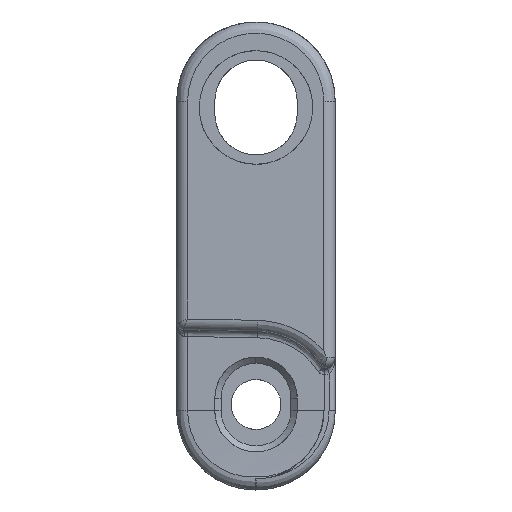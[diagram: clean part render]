
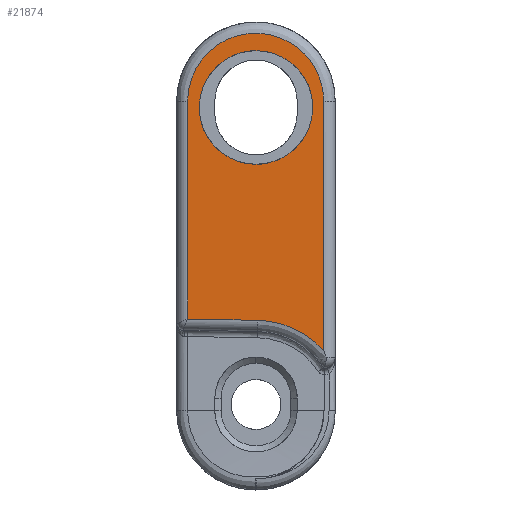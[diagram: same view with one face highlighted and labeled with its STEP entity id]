
A CAD part, left-side view. The second image highlights one B-rep face of the part: STEP entity #21874.
In plain terms, the highlighted planar face has unit normal (-0.999, 0.035, 0).
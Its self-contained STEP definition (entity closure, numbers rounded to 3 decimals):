
#756 = CARTESIAN_POINT ( 'NONE',  ( -57.15, -12.7, 21. ) ) ;
#2423 = CARTESIAN_POINT ( 'NONE',  ( -56.61, 2.75, 7.35 ) ) ;
#2798 = CARTESIAN_POINT ( 'NONE',  ( -57.069, -10.385, -6.04 ) ) ;
#3050 = ORIENTED_EDGE ( 'NONE', *, *, #39523, .F. ) ;
#3931 = ORIENTED_EDGE ( 'NONE', *, *, #29277, .T. ) ;
#4274 = PLANE ( 'NONE',  #34512 ) ;
#4414 = DIRECTION ( 'NONE',  ( 0., 0., -1. ) ) ;
#5300 =( BOUNDED_CURVE ( )  B_SPLINE_CURVE ( 3, ( #42899, #2423, #32796, #12752 ),
 .UNSPECIFIED., .F., .F. ) 
 B_SPLINE_CURVE_WITH_KNOTS ( ( 4, 4 ),
 ( 4.712, 7.854 ),
 .UNSPECIFIED. ) 
 CURVE ( )  GEOMETRIC_REPRESENTATION_ITEM ( )  RATIONAL_B_SPLINE_CURVE ( ( 1., 0.333, 0.333, 1. ) ) 
 REPRESENTATION_ITEM ( '' )  );
#5655 = CARTESIAN_POINT ( 'NONE',  ( -57.117, -11.769, -7.568 ) ) ;
#5898 = CARTESIAN_POINT ( 'NONE',  ( -57.117, -11.769, 12.4 ) ) ;
#6551 = VERTEX_POINT ( 'NONE', #35628 ) ;
#8227 = FACE_OUTER_BOUND ( 'NONE', #20998, .T. ) ;
#8396 = CARTESIAN_POINT ( 'NONE',  ( -56.928, -6.35, 16.45 ) ) ;
#8657 = LINE ( 'NONE', #28467, #29480 ) ;
#9159 = EDGE_CURVE ( 'NONE', #33013, #12089, #33207, .T. ) ;
#10136 = EDGE_LOOP ( 'NONE', ( #3931, #19912 ) ) ;
#10952 =( BOUNDED_CURVE ( )  B_SPLINE_CURVE ( 3, ( #22860, #12508, #32545, #11846 ),
 .UNSPECIFIED., .F., .F. ) 
 B_SPLINE_CURVE_WITH_KNOTS ( ( 4, 4 ),
 ( 0., 3.142 ),
 .UNSPECIFIED. ) 
 CURVE ( )  GEOMETRIC_REPRESENTATION_ITEM ( )  RATIONAL_B_SPLINE_CURVE ( ( 1., 0.333, 0.333, 1. ) ) 
 REPRESENTATION_ITEM ( '' )  );
#11088 = FACE_BOUND ( 'NONE', #10136, .T. ) ;
#11519 = DIRECTION ( 'NONE',  ( -0.035, -0.999, 0. ) ) ;
#11767 = VERTEX_POINT ( 'NONE', #5898 ) ;
#11846 = CARTESIAN_POINT ( 'NONE',  ( -57.117, -11.769, 12.4 ) ) ;
#12083 = VECTOR ( 'NONE', #4414, 1000. ) ;
#12089 = VERTEX_POINT ( 'NONE', #36426 ) ;
#12508 = CARTESIAN_POINT ( 'NONE',  ( -56.737, -0.869, 23.3 ) ) ;
#12752 = CARTESIAN_POINT ( 'NONE',  ( -56.928, -6.35, 16.45 ) ) ;
#13669 = LINE ( 'NONE', #33921, #12083 ) ;
#14824 = EDGE_CURVE ( 'NONE', #15455, #6551, #13669, .T. ) ;
#14843 = DIRECTION ( 'NONE',  ( 0., 0., -1. ) ) ;
#15373 = CARTESIAN_POINT ( 'NONE',  ( -57.134, -12.242, -5.252 ) ) ;
#15455 = VERTEX_POINT ( 'NONE', #37961 ) ;
#18940 = CARTESIAN_POINT ( 'NONE',  ( -57.117, -11.769, -7.568 ) ) ;
#19912 = ORIENTED_EDGE ( 'NONE', *, *, #35337, .T. ) ;
#20998 = EDGE_LOOP ( 'NONE', ( #30249, #42709, #25940, #3050, #33657 ) ) ;
#21874 = ADVANCED_FACE ( 'NONE', ( #8227, #11088 ), #4274, .T. ) ;
#22185 = LINE ( 'NONE', #15373, #35450 ) ;
#22860 = CARTESIAN_POINT ( 'NONE',  ( -56.737, -0.869, 12.4 ) ) ;
#23165 = CARTESIAN_POINT ( 'NONE',  ( -56.928, -6.35, 7.35 ) ) ;
#24262 = CARTESIAN_POINT ( 'NONE',  ( -56.928, -6.35, 7.35 ) ) ;
#25076 =( BOUNDED_CURVE ( )  B_SPLINE_CURVE ( 3, ( #40749, #31295, #27542, #24262 ),
 .UNSPECIFIED., .F., .F. ) 
 B_SPLINE_CURVE_WITH_KNOTS ( ( 4, 4 ),
 ( 1.571, 4.712 ),
 .UNSPECIFIED. ) 
 CURVE ( )  GEOMETRIC_REPRESENTATION_ITEM ( )  RATIONAL_B_SPLINE_CURVE ( ( 1., 0.333, 0.333, 1. ) ) 
 REPRESENTATION_ITEM ( '' )  );
#25940 = ORIENTED_EDGE ( 'NONE', *, *, #9159, .F. ) ;
#27542 = CARTESIAN_POINT ( 'NONE',  ( -57.246, -15.45, 7.35 ) ) ;
#28467 = CARTESIAN_POINT ( 'NONE',  ( -57.117, -11.769, 18.8 ) ) ;
#28786 = DIRECTION ( 'NONE',  ( 0.035, 0.999, 0.017 ) ) ;
#29277 = EDGE_CURVE ( 'NONE', #30129, #42498, #5300, .T. ) ;
#29422 = CARTESIAN_POINT ( 'NONE',  ( -57.004, -8.508, -5.187 ) ) ;
#29480 = VECTOR ( 'NONE', #14843, 1000. ) ;
#30129 = VERTEX_POINT ( 'NONE', #23165 ) ;
#30249 = ORIENTED_EDGE ( 'NONE', *, *, #14824, .T. ) ;
#31295 = CARTESIAN_POINT ( 'NONE',  ( -57.246, -15.45, 16.45 ) ) ;
#32545 = CARTESIAN_POINT ( 'NONE',  ( -57.117, -11.769, 23.3 ) ) ;
#32796 = CARTESIAN_POINT ( 'NONE',  ( -56.61, 2.75, 16.45 ) ) ;
#33013 = VERTEX_POINT ( 'NONE', #18940 ) ;
#33207 =( BOUNDED_CURVE ( )  B_SPLINE_CURVE ( 3, ( #5655, #2798, #29422, #39323 ),
 .UNSPECIFIED., .F., .T. ) 
 B_SPLINE_CURVE_WITH_KNOTS ( ( 4, 4 ),
 ( 3.877, 4.695 ),
 .UNSPECIFIED. ) 
 CURVE ( )  GEOMETRIC_REPRESENTATION_ITEM ( )  RATIONAL_B_SPLINE_CURVE ( ( 1., 0.945, 0.945, 1. ) ) 
 REPRESENTATION_ITEM ( '' )  );
#33416 = EDGE_CURVE ( 'NONE', #15455, #11767, #10952, .T. ) ;
#33657 = ORIENTED_EDGE ( 'NONE', *, *, #33416, .F. ) ;
#33921 = CARTESIAN_POINT ( 'NONE',  ( -56.737, -0.869, 18.8 ) ) ;
#34512 = AXIS2_PLACEMENT_3D ( 'NONE', #756, #34635, #11519 ) ;
#34635 = DIRECTION ( 'NONE',  ( -0.999, 0.035, 0. ) ) ;
#35337 = EDGE_CURVE ( 'NONE', #42498, #30129, #25076, .T. ) ;
#35450 = VECTOR ( 'NONE', #28786, 1000. ) ;
#35628 = CARTESIAN_POINT ( 'NONE',  ( -56.737, -0.869, -5.054 ) ) ;
#36426 = CARTESIAN_POINT ( 'NONE',  ( -56.932, -6.447, -5.151 ) ) ;
#37961 = CARTESIAN_POINT ( 'NONE',  ( -56.737, -0.869, 12.4 ) ) ;
#38216 = EDGE_CURVE ( 'NONE', #12089, #6551, #22185, .T. ) ;
#39323 = CARTESIAN_POINT ( 'NONE',  ( -56.932, -6.447, -5.151 ) ) ;
#39523 = EDGE_CURVE ( 'NONE', #11767, #33013, #8657, .T. ) ;
#40749 = CARTESIAN_POINT ( 'NONE',  ( -56.928, -6.35, 16.45 ) ) ;
#42498 = VERTEX_POINT ( 'NONE', #8396 ) ;
#42709 = ORIENTED_EDGE ( 'NONE', *, *, #38216, .F. ) ;
#42899 = CARTESIAN_POINT ( 'NONE',  ( -56.928, -6.35, 7.35 ) ) ;
